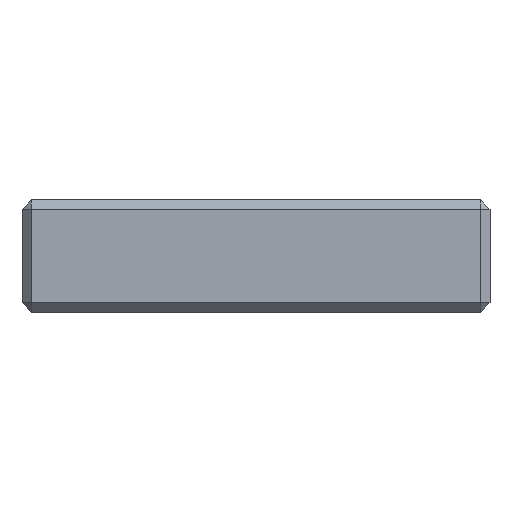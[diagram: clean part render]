
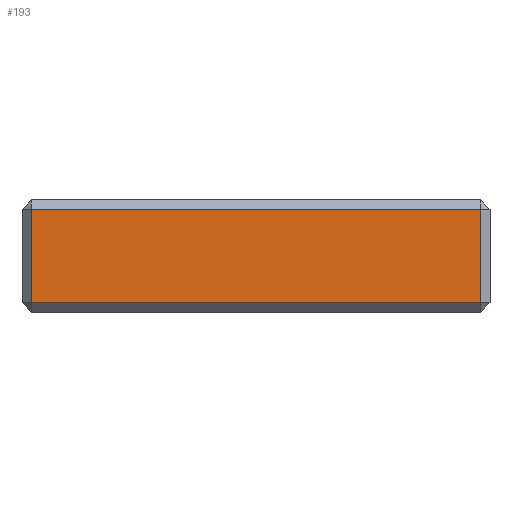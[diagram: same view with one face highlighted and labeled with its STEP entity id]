
A CAD part, front view. The second image highlights one B-rep face of the part: STEP entity #193.
In plain terms, the highlighted planar face has unit normal (0, -1, 0).
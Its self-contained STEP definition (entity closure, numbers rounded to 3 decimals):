
#193=ADVANCED_FACE('',(#459),#460,.T.);
#459=FACE_OUTER_BOUND('',#775,.T.);
#460=PLANE('',#776);
#775=EDGE_LOOP('',(#1294,#1295,#1296,#1297));
#776=AXIS2_PLACEMENT_3D('',#1298,#1299,#1300);
#1294=ORIENTED_EDGE('',*,*,#1958,.F.);
#1295=ORIENTED_EDGE('',*,*,#1800,.F.);
#1296=ORIENTED_EDGE('',*,*,#1959,.F.);
#1297=ORIENTED_EDGE('',*,*,#1898,.F.);
#1298=CARTESIAN_POINT('',(-5.0,135.0,12.0));
#1299=DIRECTION('',(0.0,-1.0,0.0));
#1300=DIRECTION('',(0.0,0.0,-1.0));
#1800=EDGE_CURVE('',#2133,#2135,#2136,.T.);
#1898=EDGE_CURVE('',#2298,#2300,#2301,.T.);
#1958=EDGE_CURVE('',#2135,#2298,#2378,.T.);
#1959=EDGE_CURVE('',#2300,#2133,#2379,.T.);
#2133=VERTEX_POINT('',#2581);
#2135=VERTEX_POINT('',#2584);
#2136=LINE('',#2585,#2586);
#2298=VERTEX_POINT('',#2780);
#2300=VERTEX_POINT('',#2783);
#2301=LINE('',#2784,#2785);
#2378=LINE('',#2891,#2892);
#2379=LINE('',#2893,#2894);
#2581=CARTESIAN_POINT('',(-54.0,135.0,1.0));
#2584=CARTESIAN_POINT('',(-54.0,135.0,11.0));
#2585=CARTESIAN_POINT('',(-54.0,135.0,12.0));
#2586=VECTOR('',#3104,1.0);
#2780=CARTESIAN_POINT('',(-6.0,135.0,11.0));
#2783=CARTESIAN_POINT('',(-6.0,135.0,1.0));
#2784=CARTESIAN_POINT('',(-6.0,135.0,12.0));
#2785=VECTOR('',#3288,1.0);
#2891=CARTESIAN_POINT('',(-30.0,135.0,11.0));
#2892=VECTOR('',#3360,1.0);
#2893=CARTESIAN_POINT('',(-30.0,135.0,1.0));
#2894=VECTOR('',#3361,1.0);
#3104=DIRECTION('',(0.0,0.0,1.0));
#3288=DIRECTION('',(0.0,0.0,-1.0));
#3360=DIRECTION('',(1.0,0.0,0.0));
#3361=DIRECTION('',(-1.0,0.0,0.0));
